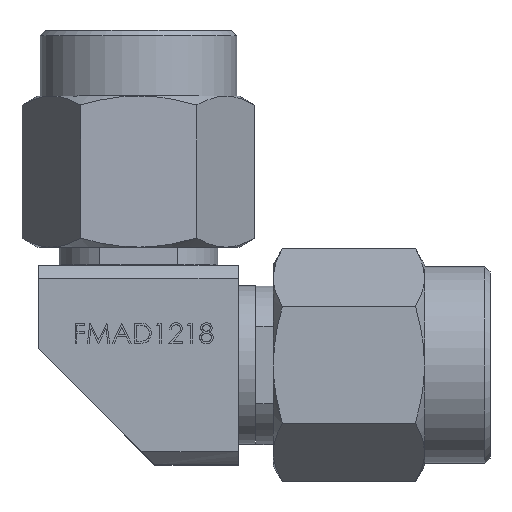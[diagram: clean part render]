
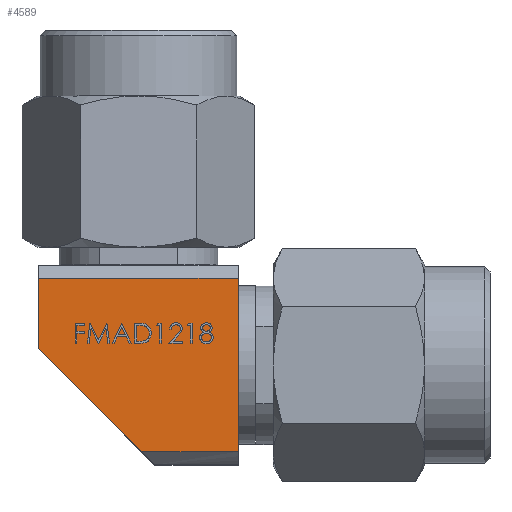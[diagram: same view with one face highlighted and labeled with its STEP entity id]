
A CAD part, top view. The second image highlights one B-rep face of the part: STEP entity #4589.
In plain terms, the highlighted planar face has unit normal (0, 0, 1).
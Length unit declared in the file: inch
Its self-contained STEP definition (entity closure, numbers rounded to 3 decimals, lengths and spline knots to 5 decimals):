
#19 = CARTESIAN_POINT ( 'NONE',  ( 0., 0., 0.15591 ) ) ;
#156 = LINE ( 'NONE', #1476, #806 ) ;
#218 = EDGE_CURVE ( 'NONE', #4535, #8144, #5873, .T. ) ;
#788 = DIRECTION ( 'NONE',  ( 1., 0., 0. ) ) ;
#806 = VECTOR ( 'NONE', #3520, 39.37008 ) ;
#895 = DIRECTION ( 'NONE',  ( 0., -1., 0. ) ) ;
#1054 = DIRECTION ( 'NONE',  ( 0., 1., 0. ) ) ;
#1204 = AXIS2_PLACEMENT_3D ( 'NONE', #19, #1453, #2050 ) ;
#1453 = DIRECTION ( 'NONE',  ( 0., 0., 1. ) ) ;
#1476 = CARTESIAN_POINT ( 'NONE',  ( -0.33858, 0.02598, 0.15591 ) ) ;
#1707 = EDGE_CURVE ( 'NONE', #4535, #7139, #3542, .T. ) ;
#2050 = DIRECTION ( 'NONE',  ( 1., 0., 0. ) ) ;
#2256 = CARTESIAN_POINT ( 'NONE',  ( -0.02677, 0.13553, 0.15591 ) ) ;
#2798 = CARTESIAN_POINT ( 'NONE',  ( -0.17707, -0.13553, 0.15591 ) ) ;
#3156 = CARTESIAN_POINT ( 'NONE',  ( -0.33858, 0.13553, 0.15591 ) ) ;
#3297 = ORIENTED_EDGE ( 'NONE', *, *, #3609, .T. ) ;
#3478 = VECTOR ( 'NONE', #4507, 39.37008 ) ;
#3520 = DIRECTION ( 'NONE',  ( 0.707, -0.707, 0. ) ) ;
#3542 = LINE ( 'NONE', #6102, #5280 ) ;
#3609 = EDGE_CURVE ( 'NONE', #6826, #8144, #5581, .T. ) ;
#3869 = CARTESIAN_POINT ( 'NONE',  ( -0.02677, -0.13553, 0.15591 ) ) ;
#3952 = CARTESIAN_POINT ( 'NONE',  ( -0.17707, -0.13553, 0.15591 ) ) ;
#4507 = DIRECTION ( 'NONE',  ( 1., 0., 0. ) ) ;
#4535 = VERTEX_POINT ( 'NONE', #7592 ) ;
#4589 = ADVANCED_FACE ( 'NONE', ( #7932 ), #6617, .T. ) ;
#4957 = ORIENTED_EDGE ( 'NONE', *, *, #1707, .T. ) ;
#5018 = CARTESIAN_POINT ( 'NONE',  ( -0.02677, -0.13553, 0.15591 ) ) ;
#5060 = EDGE_CURVE ( 'NONE', #7139, #5859, #156, .T. ) ;
#5280 = VECTOR ( 'NONE', #895, 39.37008 ) ;
#5381 = EDGE_CURVE ( 'NONE', #5859, #6826, #7855, .T. ) ;
#5581 = LINE ( 'NONE', #5018, #6381 ) ;
#5859 = VERTEX_POINT ( 'NONE', #3952 ) ;
#5873 = LINE ( 'NONE', #3156, #3478 ) ;
#6102 = CARTESIAN_POINT ( 'NONE',  ( -0.33858, 0.13553, 0.15591 ) ) ;
#6164 = EDGE_LOOP ( 'NONE', ( #3297, #7936, #4957, #7310, #8026 ) ) ;
#6381 = VECTOR ( 'NONE', #1054, 39.37008 ) ;
#6392 = VECTOR ( 'NONE', #788, 39.37008 ) ;
#6617 = PLANE ( 'NONE',  #1204 ) ;
#6826 = VERTEX_POINT ( 'NONE', #3869 ) ;
#7139 = VERTEX_POINT ( 'NONE', #7171 ) ;
#7171 = CARTESIAN_POINT ( 'NONE',  ( -0.33858, 0.02598, 0.15591 ) ) ;
#7310 = ORIENTED_EDGE ( 'NONE', *, *, #5060, .T. ) ;
#7592 = CARTESIAN_POINT ( 'NONE',  ( -0.33858, 0.13553, 0.15591 ) ) ;
#7855 = LINE ( 'NONE', #2798, #6392 ) ;
#7932 = FACE_OUTER_BOUND ( 'NONE', #6164, .T. ) ;
#7936 = ORIENTED_EDGE ( 'NONE', *, *, #218, .F. ) ;
#8026 = ORIENTED_EDGE ( 'NONE', *, *, #5381, .T. ) ;
#8144 = VERTEX_POINT ( 'NONE', #2256 ) ;
